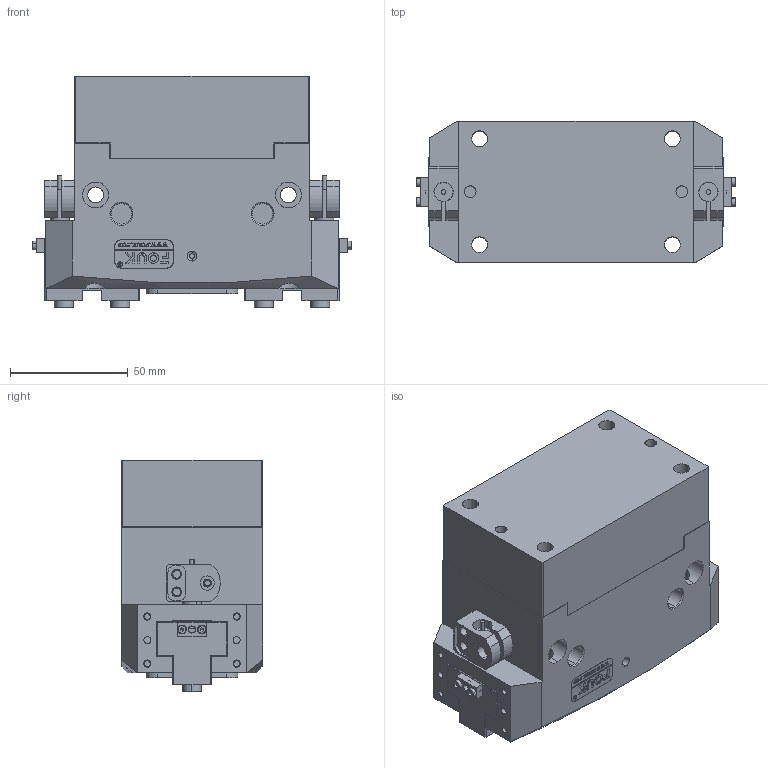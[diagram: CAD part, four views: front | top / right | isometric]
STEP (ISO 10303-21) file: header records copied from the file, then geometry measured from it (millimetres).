
FILE_DESCRIPTION (( 'STEP AP203' ), '1' );
FILE_NAME ('TR57-125-S-NC.STEP', '2024-11-19T03:04:59', ( 'USER-' ), ( 'Microsoft' ), 'SwSTEP 2.0', 'SolidWorks 2018', '' );
FILE_SCHEMA (( 'CONFIG_CONTROL_DESIGN' ));
Length unit declared in the file: millimetre
Products named in the file (17): TR57-125-NC杅耀.sldasm-Part-18; TR57-125-NC杅耀.sldasm-Part-4; TR57-125-S-NC; TR57-125-NC杅耀.sldasm-Part-5; TR57-125-NC杅耀.sldasm-Part-15; 揤輸杅耀.sldasm-Part-9; TR57-125-NC杅耀.sldasm-Part-9; TR57-125-NC杅耀.sldasm-Part-3; 揤輸蚾饜极; TR57-125-NC杅耀.sldasm-Part-8; TR57-125-NC杅耀.sldasm-Part-2; 埴翐芛_GB_FASTENER_SCREWS_HSHCS M2X8-N; TR57-125-NC杅耀.sldasm-Part-19; TR57-125-NC杅耀.sldasm-Part-12; TR57-125-S 賑輸; TR57-125-NC杅耀.sldasm-Part-6; 25x12-R3
Assembly tree (19 placements, depth 3):
  TR57-125-S-NC
    TR57-125-NC杅耀.sldasm-Part-2
    TR57-125-NC杅耀.sldasm-Part-3
    TR57-125-NC杅耀.sldasm-Part-4
    TR57-125-NC杅耀.sldasm-Part-5
    TR57-125-NC杅耀.sldasm-Part-6
    TR57-125-NC杅耀.sldasm-Part-8
    TR57-125-NC杅耀.sldasm-Part-9
    TR57-125-NC杅耀.sldasm-Part-12
    TR57-125-NC杅耀.sldasm-Part-15
    TR57-125-S 賑輸  x2
    TR57-125-NC杅耀.sldasm-Part-18
    TR57-125-NC杅耀.sldasm-Part-19
    25x12-R3
    揤輸蚾饜极  x2
      揤輸杅耀.sldasm-Part-9
      埴翐芛_GB_FASTENER_SCREWS_HSHCS M2X8-N
Bounding box: 136.05 x 60 x 98.5 mm (x, y, z)
Volume: 559134.2 mm3; surface area: 107174.9 mm2
Topology: 20 solids, 39 shells, 1280 faces, 3229 edges, 2057 vertices
Faces by surface type: plane 615, cylinder 327, cone 175, bspline 155, torus 8
Entity records: 40526 total; most frequent: CARTESIAN_POINT 12545, ORIENTED_EDGE 5540, DIRECTION 5089, EDGE_CURVE 2770, VERTEX_POINT 1800, AXIS2_PLACEMENT_3D 1704, LINE 1681, VECTOR 1681
